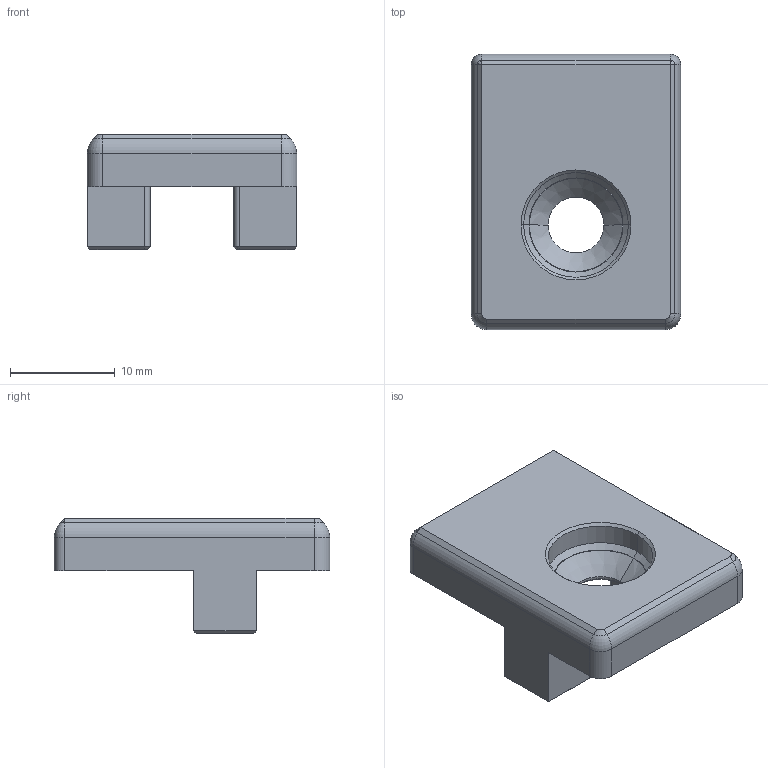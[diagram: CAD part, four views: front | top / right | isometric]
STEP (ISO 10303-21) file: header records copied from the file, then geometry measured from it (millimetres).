
FILE_DESCRIPTION (( 'STEP AP214' ), '1' );
FILE_NAME ('Spool 2020 profile cover.STEP', '2025-08-09T06:18:30', ( '' ), ( '' ), 'SwSTEP 2.0', 'SolidWorks 2021', '' );
FILE_SCHEMA (( 'AUTOMOTIVE_DESIGN' ));
Length unit declared in the file: millimetre
Products named in the file (1): Spool 2020 profile cover
Bounding box: 20 x 26.3 x 11 mm (x, y, z)
Volume: 2706.8 mm3; surface area: 1764 mm2
Topology: 1 solids, 1 shells, 63 faces, 144 edges, 82 vertices
Faces by surface type: plane 27, cone 16, cylinder 16, torus 4
Entity records: 1760 total; most frequent: DIRECTION 320, CARTESIAN_POINT 288, ORIENTED_EDGE 284, EDGE_CURVE 142, AXIS2_PLACEMENT_3D 114, LINE 92, VECTOR 92, VERTEX_POINT 82
